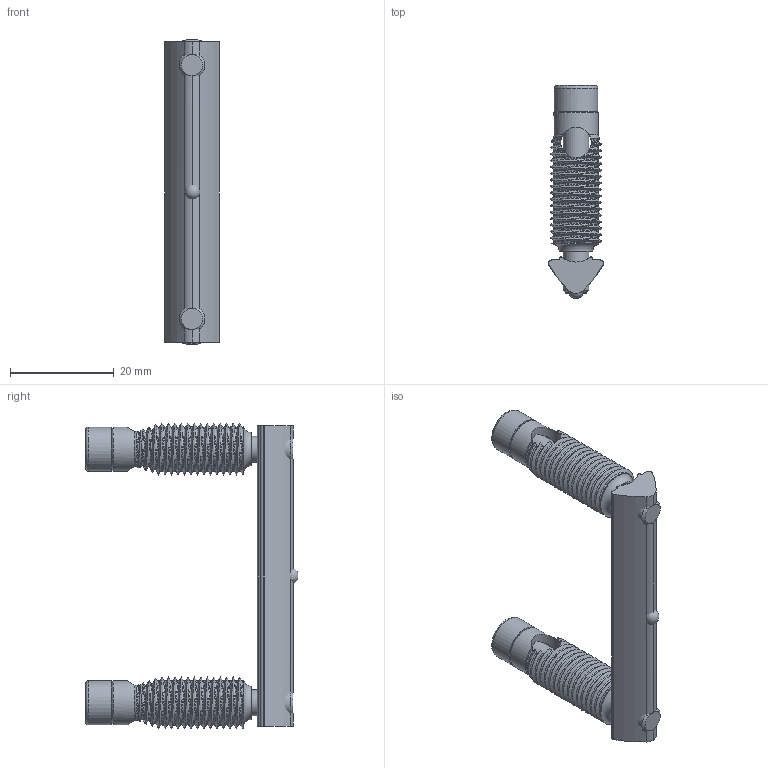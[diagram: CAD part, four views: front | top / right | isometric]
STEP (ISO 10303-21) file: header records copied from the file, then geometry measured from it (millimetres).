
FILE_DESCRIPTION(/* description */ ('KriTec Automatik-Verbindungssatz 6 60, verzinkt'),/* implementation_level */ '2;1');
FILE_NAME(/* name */ '13285_KriTec_Automatik-Verbindungssatz_6_60_verzinkt.stp',/* time_stamp */ '2019-10-31T13:45:05+01:00',/* author */ ('jendrek'),/* organization */ (''),/* preprocessor_version */ 'ST-DEVELOPER v17',/* originating_system */ 'Autodesk Inventor 2018',/* authorisation */ '');
FILE_SCHEMA (('AUTOMOTIVE_DESIGN { 1 0 10303 214 3 1 1 }'));
Length unit declared in the file: millimetre
Products named in the file (5): 13285; 14087; 11421a_KriTec_Automatikverbinder_6; 099GS061_099GS061E; cap screw ISO 4762 M5x35 stainless_ISO 4762 M5 
Assembly tree (5 placements, depth 3):
  13285
    14087
    11421a_KriTec_Automatikverbinder_6  x2
      099GS061_099GS061E
      cap screw ISO 4762 M5x35 stainless_ISO 4762 M5 
Bounding box: 10.6 x 41.09 x 59 mm (x, y, z)
Volume: 6301.1 mm3; surface area: 6629.2 mm2
Topology: 6 solids, 6 shells, 266 faces, 744 edges, 482 vertices
Faces by surface type: plane 108, cylinder 75, bspline 60, cone 16, torus 6, sphere 1
Full cylindrical faces by diameter (mm): 4.134 x4, 5 x4, 5.9 x2, 8.5 x30
Entity records: 44999 total; most frequent: CARTESIAN_POINT 41420, ORIENTED_EDGE 820, DIRECTION 592, EDGE_CURVE 410, VERTEX_POINT 268, AXIS2_PLACEMENT_3D 226, EDGE_LOOP 154, FACE_OUTER_BOUND 147
